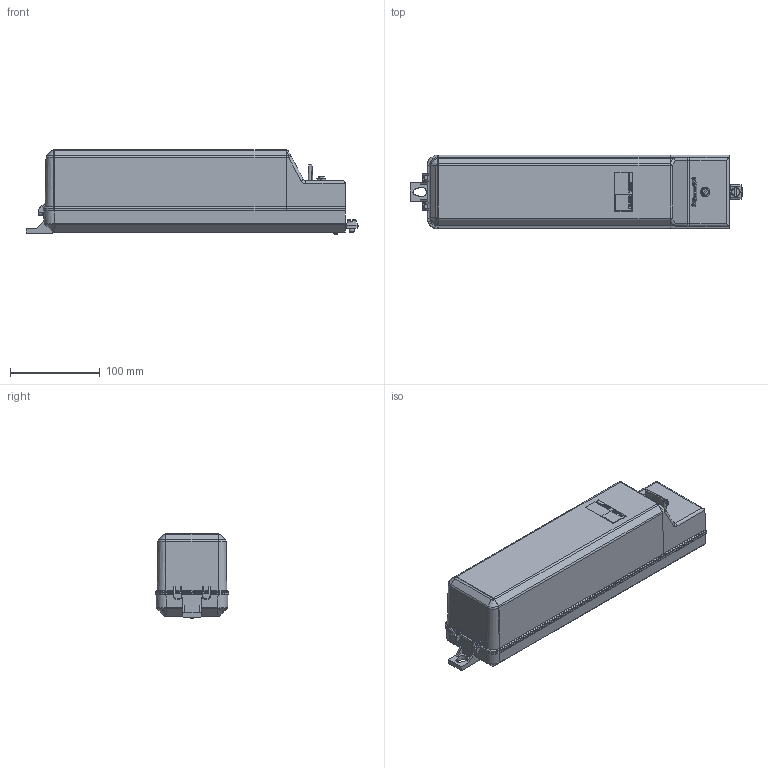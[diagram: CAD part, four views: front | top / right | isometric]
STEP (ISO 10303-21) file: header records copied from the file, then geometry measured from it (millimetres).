
FILE_DESCRIPTION( ( 'Unknown' ), '1' );
FILE_NAME( 'ELEQ LS-110 medium 3D solid.stp', 'Unknown', ( 'GGr' ), ( 'Eleq' ), 'PSStep 17.0.49', 'Unknown', ' ' );
FILE_SCHEMA( ( 'AUTOMOTIVE_DESIGN { 1 0 10303 214 1 1 1 1 }' ) );
Length unit declared in the file: millimetre
Products named in the file (2): Eleq logo solid
Bounding box: 369.77 x 82.2 x 93.9 mm (x, y, z)
Volume: 2137951.5 mm3; surface area: 145474.2 mm2
Topology: 2 solids, 8 shells, 901 faces, 2410 edges, 1574 vertices
Faces by surface type: plane 587, cylinder 175, extrusion 64, bspline 31, torus 17, cone 17, sphere 8, revolution 2
Full cylindrical faces by diameter (mm): 2 x1, 2.1 x4, 3 x4, 3.5 x4, 4.8 x1, 5 x3, 6 x4, 6.3 x1, 7 x1, 7.2 x1, 7.8 x1, 9 x1, 10.3 x1, 18 x1
Entity records: 44777 total; most frequent: CARTESIAN_POINT 15495, ORIENTED_EDGE 4660, DIRECTION 4255, EDGE_CURVE 2330, VECTOR 1741, LINE 1677, VERTEX_POINT 1542, AXIS2_PLACEMENT_3D 1256
